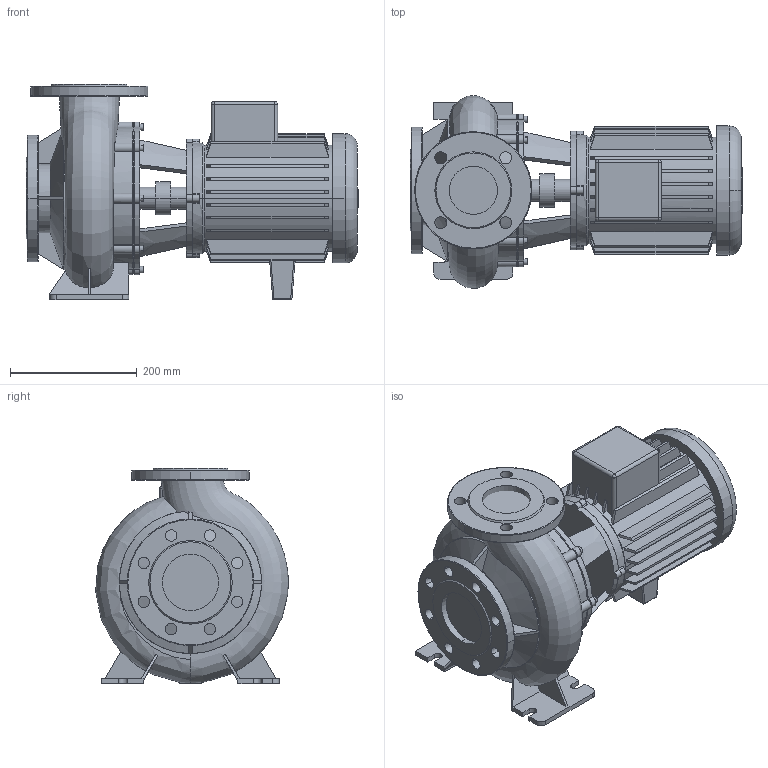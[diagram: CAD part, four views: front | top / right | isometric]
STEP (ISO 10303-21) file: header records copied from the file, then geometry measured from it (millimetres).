
FILE_DESCRIPTION((''),'2;1');
FILE_NAME('3d_BM65_135-5_5_2-2096569.stp','2011-01-26T14:45:25',(''),(''),'Mechanical Desktop 2008','Mechanical Desktop 2008',', , ');
FILE_SCHEMA(('CONFIG_CONTROL_DESIGN'));
Length unit declared in the file: millimetre
Products named in the file (1): Product
Bounding box: 524.5 x 304.57 x 340 mm (x, y, z)
Volume: 16800396.3 mm3; surface area: 1060229.1 mm2
Topology: 11 solids, 11 shells, 633 faces, 1621 edges, 1044 vertices
Faces by surface type: plane 287, cylinder 146, bspline 140, cone 46, sphere 8, torus 6
Entity records: 28538 total; most frequent: CARTESIAN_POINT 13735, ORIENTED_EDGE 3226, DIRECTION 2827, EDGE_CURVE 1613, VERTEX_POINT 1044, AXIS2_PLACEMENT_3D 972, VECTOR 883, LINE 883
